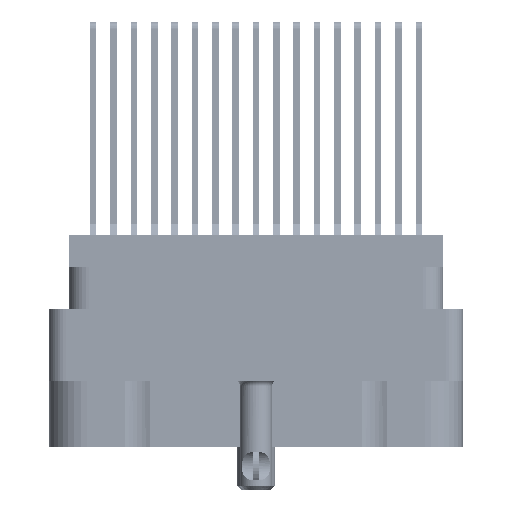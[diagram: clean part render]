
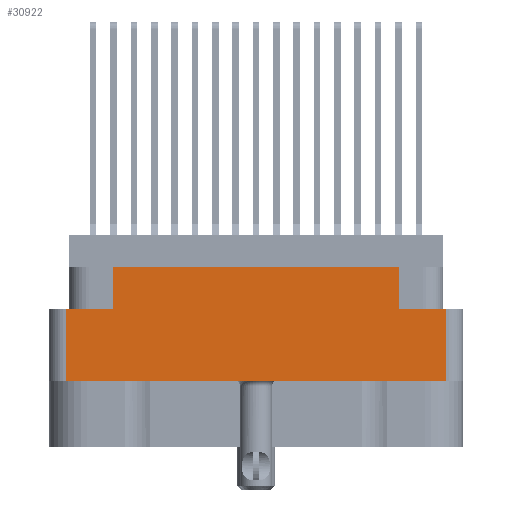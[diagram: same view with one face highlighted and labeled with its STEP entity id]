
A CAD part, left-side view. The second image highlights one B-rep face of the part: STEP entity #30922.
In plain terms, the highlighted planar face has unit normal (-1, 0, 0).
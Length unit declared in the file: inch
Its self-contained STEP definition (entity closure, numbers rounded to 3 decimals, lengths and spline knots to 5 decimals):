
#4760 = DIRECTION ( 'NONE',  ( 0., 0., 1. ) ) ;
#4991 = VECTOR ( 'NONE', #90571, 39.37008 ) ;
#5327 = CARTESIAN_POINT ( 'NONE',  ( -1.375, -0.7625, -0.78 ) ) ;
#5857 = EDGE_CURVE ( 'NONE', #63720, #32096, #55263, .T. ) ;
#6510 = LINE ( 'NONE', #80423, #96438 ) ;
#6568 = LINE ( 'NONE', #88438, #70883 ) ;
#7047 = ORIENTED_EDGE ( 'NONE', *, *, #18440, .T. ) ;
#9108 = VECTOR ( 'NONE', #97899, 39.37008 ) ;
#18440 = EDGE_CURVE ( 'NONE', #74099, #81675, #80257, .T. ) ;
#19162 = DIRECTION ( 'NONE',  ( 0., 0., 1. ) ) ;
#21962 = VECTOR ( 'NONE', #65521, 39.37008 ) ;
#22639 = ORIENTED_EDGE ( 'NONE', *, *, #31395, .F. ) ;
#24255 = EDGE_CURVE ( 'NONE', #75034, #32270, #59117, .T. ) ;
#26233 = ORIENTED_EDGE ( 'NONE', *, *, #53802, .T. ) ;
#26405 = DIRECTION ( 'NONE',  ( 0., -1., 0. ) ) ;
#28975 = ORIENTED_EDGE ( 'NONE', *, *, #5857, .F. ) ;
#29687 = VERTEX_POINT ( 'NONE', #43144 ) ;
#30627 = CARTESIAN_POINT ( 'NONE',  ( -1.375, -0.7005, -0.54 ) ) ;
#30922 = ADVANCED_FACE ( 'NONE', ( #79644 ), #43592, .T. ) ;
#31395 = EDGE_CURVE ( 'NONE', #32270, #63720, #90520, .T. ) ;
#32096 = VERTEX_POINT ( 'NONE', #79902 ) ;
#32270 = VERTEX_POINT ( 'NONE', #35950 ) ;
#34888 = AXIS2_PLACEMENT_3D ( 'NONE', #5327, #52125, #51439 ) ;
#35950 = CARTESIAN_POINT ( 'NONE',  ( -1.375, 0.5285, -0.274 ) ) ;
#39544 = VECTOR ( 'NONE', #4760, 39.37008 ) ;
#39699 = EDGE_LOOP ( 'NONE', ( #91937, #26233, #7047, #50009, #65811, #41092, #28975, #22639 ) ) ;
#40205 = CARTESIAN_POINT ( 'NONE',  ( -1.375, -0.5285, -0.274 ) ) ;
#41092 = ORIENTED_EDGE ( 'NONE', *, *, #63028, .T. ) ;
#42569 = LINE ( 'NONE', #80859, #21962 ) ;
#43144 = CARTESIAN_POINT ( 'NONE',  ( -1.375, -0.7005, -0.274 ) ) ;
#43592 = PLANE ( 'NONE',  #34888 ) ;
#45885 = DIRECTION ( 'NONE',  ( 0., -1., 0. ) ) ;
#50009 = ORIENTED_EDGE ( 'NONE', *, *, #74821, .T. ) ;
#51439 = DIRECTION ( 'NONE',  ( 0., 0., 1. ) ) ;
#52125 = DIRECTION ( 'NONE',  ( -1., 0., 0. ) ) ;
#53802 = EDGE_CURVE ( 'NONE', #75034, #74099, #6510, .T. ) ;
#55074 = EDGE_CURVE ( 'NONE', #73488, #29687, #42569, .T. ) ;
#55263 = LINE ( 'NONE', #92455, #97813 ) ;
#58455 = CARTESIAN_POINT ( 'NONE',  ( -1.375, 0.5285, -0.274 ) ) ;
#59117 = LINE ( 'NONE', #81813, #93175 ) ;
#62866 = CARTESIAN_POINT ( 'NONE',  ( -1.375, 0.7005, -0.54 ) ) ;
#63028 = EDGE_CURVE ( 'NONE', #73488, #32096, #94283, .T. ) ;
#63720 = VERTEX_POINT ( 'NONE', #79133 ) ;
#65521 = DIRECTION ( 'NONE',  ( 0., -1., 0. ) ) ;
#65811 = ORIENTED_EDGE ( 'NONE', *, *, #55074, .F. ) ;
#70883 = VECTOR ( 'NONE', #19162, 39.37008 ) ;
#73488 = VERTEX_POINT ( 'NONE', #40205 ) ;
#73969 = CARTESIAN_POINT ( 'NONE',  ( -1.375, -0.5285, -0.274 ) ) ;
#74099 = VERTEX_POINT ( 'NONE', #62866 ) ;
#74281 = CARTESIAN_POINT ( 'NONE',  ( -1.375, 0., -0.54 ) ) ;
#74821 = EDGE_CURVE ( 'NONE', #81675, #29687, #6568, .T. ) ;
#75034 = VERTEX_POINT ( 'NONE', #94330 ) ;
#79133 = CARTESIAN_POINT ( 'NONE',  ( -1.375, 0.5285, -0.117 ) ) ;
#79644 = FACE_OUTER_BOUND ( 'NONE', #39699, .T. ) ;
#79902 = CARTESIAN_POINT ( 'NONE',  ( -1.375, -0.5285, -0.117 ) ) ;
#80257 = LINE ( 'NONE', #74281, #4991 ) ;
#80423 = CARTESIAN_POINT ( 'NONE',  ( -1.375, 0.7005, -0.78 ) ) ;
#80859 = CARTESIAN_POINT ( 'NONE',  ( -1.375, 0., -0.274 ) ) ;
#81675 = VERTEX_POINT ( 'NONE', #30627 ) ;
#81813 = CARTESIAN_POINT ( 'NONE',  ( -1.375, 0., -0.274 ) ) ;
#88438 = CARTESIAN_POINT ( 'NONE',  ( -1.375, -0.7005, -0.78 ) ) ;
#88561 = DIRECTION ( 'NONE',  ( 0., 0., -1. ) ) ;
#90520 = LINE ( 'NONE', #58455, #9108 ) ;
#90571 = DIRECTION ( 'NONE',  ( 0., -1., 0. ) ) ;
#91937 = ORIENTED_EDGE ( 'NONE', *, *, #24255, .F. ) ;
#92455 = CARTESIAN_POINT ( 'NONE',  ( -1.375, 0.7625, -0.117 ) ) ;
#93175 = VECTOR ( 'NONE', #26405, 39.37008 ) ;
#94283 = LINE ( 'NONE', #73969, #39544 ) ;
#94330 = CARTESIAN_POINT ( 'NONE',  ( -1.375, 0.7005, -0.274 ) ) ;
#96438 = VECTOR ( 'NONE', #88561, 39.37008 ) ;
#97813 = VECTOR ( 'NONE', #45885, 39.37008 ) ;
#97899 = DIRECTION ( 'NONE',  ( 0., 0., 1. ) ) ;
